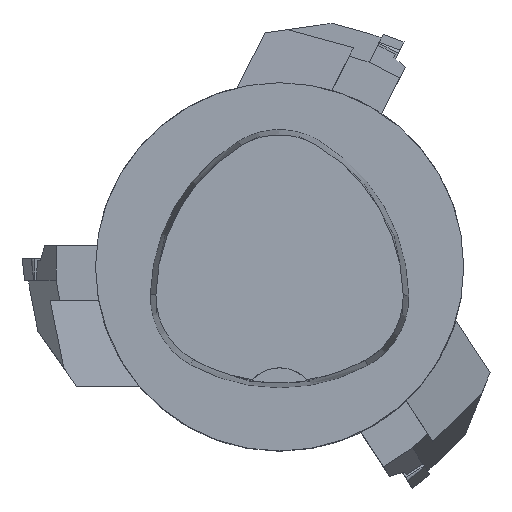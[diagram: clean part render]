
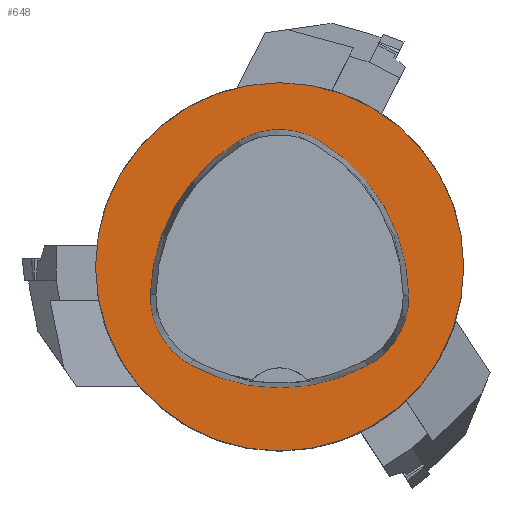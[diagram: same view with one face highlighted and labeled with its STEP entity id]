
A CAD part, top view. The second image highlights one B-rep face of the part: STEP entity #648.
In plain terms, the highlighted planar face has unit normal (0, 0, 1).
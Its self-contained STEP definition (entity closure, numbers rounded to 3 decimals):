
#190=PLANE('',#2146);
#540=FACE_BOUND('',#855,.T.);
#541=FACE_BOUND('',#856,.T.);
#648=ADVANCED_FACE('',(#540,#541),#190,.T.);
#855=EDGE_LOOP('',(#1200,#1201,#1202,#1203,#1204,#1205));
#856=EDGE_LOOP('',(#1206));
#953=CIRCLE('',#2123,20.);
#955=CIRCLE('',#2126,8.5);
#957=CIRCLE('',#2129,20.);
#959=CIRCLE('',#2132,8.5);
#963=CIRCLE('',#2137,20.);
#965=CIRCLE('',#2140,8.5);
#968=CIRCLE('',#2145,20.);
#1200=ORIENTED_EDGE('',*,*,#1774,.T.);
#1201=ORIENTED_EDGE('',*,*,#1754,.T.);
#1202=ORIENTED_EDGE('',*,*,#1758,.T.);
#1203=ORIENTED_EDGE('',*,*,#1761,.T.);
#1204=ORIENTED_EDGE('',*,*,#1764,.T.);
#1205=ORIENTED_EDGE('',*,*,#1772,.T.);
#1206=ORIENTED_EDGE('',*,*,#1777,.F.);
#1555=VERTEX_POINT('',#3058);
#1556=VERTEX_POINT('',#3059);
#1559=VERTEX_POINT('',#3067);
#1561=VERTEX_POINT('',#3073);
#1563=VERTEX_POINT('',#3079);
#1570=VERTEX_POINT('',#3100);
#1571=VERTEX_POINT('',#3110);
#1754=EDGE_CURVE('',#1555,#1556,#953,.T.);
#1758=EDGE_CURVE('',#1556,#1559,#955,.T.);
#1761=EDGE_CURVE('',#1559,#1561,#957,.T.);
#1764=EDGE_CURVE('',#1561,#1563,#959,.T.);
#1772=EDGE_CURVE('',#1563,#1570,#963,.T.);
#1774=EDGE_CURVE('',#1570,#1555,#965,.T.);
#1777=EDGE_CURVE('',#1571,#1571,#968,.T.);
#2123=AXIS2_PLACEMENT_3D('',#3057,#2440,#2441);
#2126=AXIS2_PLACEMENT_3D('',#3066,#2448,#2449);
#2129=AXIS2_PLACEMENT_3D('',#3072,#2455,#2456);
#2132=AXIS2_PLACEMENT_3D('',#3078,#2462,#2463);
#2137=AXIS2_PLACEMENT_3D('',#3101,#2474,#2475);
#2140=AXIS2_PLACEMENT_3D('',#3104,#2480,#2481);
#2145=AXIS2_PLACEMENT_3D('',#3109,#2490,#2491);
#2146=AXIS2_PLACEMENT_3D('',#3111,#2492,#2493);
#2440=DIRECTION('',(0.,0.,-1.));
#2441=DIRECTION('',(-1.,0.,0.));
#2448=DIRECTION('',(0.,0.,-1.));
#2449=DIRECTION('',(-1.,0.,0.));
#2455=DIRECTION('',(0.,0.,-1.));
#2456=DIRECTION('',(-1.,0.,0.));
#2462=DIRECTION('',(0.,0.,-1.));
#2463=DIRECTION('',(-1.,0.,0.));
#2474=DIRECTION('',(0.,0.,-1.));
#2475=DIRECTION('',(-1.,0.,0.));
#2480=DIRECTION('',(0.,0.,-1.));
#2481=DIRECTION('',(-1.,0.,0.));
#2490=DIRECTION('',(0.,0.,-1.));
#2491=DIRECTION('',(-1.,0.,0.));
#2492=DIRECTION('',(0.,0.,1.));
#2493=DIRECTION('',(1.,0.,0.));
#3057=CARTESIAN_POINT('',(5.955,-3.414,0.));
#3058=CARTESIAN_POINT('',(-14.041,-3.042,0.));
#3059=CARTESIAN_POINT('',(-4.472,13.653,0.));
#3066=CARTESIAN_POINT('',(-0.04,6.4,0.));
#3067=CARTESIAN_POINT('',(4.347,13.68,0.));
#3072=CARTESIAN_POINT('',(-5.976,-3.45,0.));
#3073=CARTESIAN_POINT('',(14.021,-3.075,0.));
#3078=CARTESIAN_POINT('',(5.522,-3.235,0.));
#3079=CARTESIAN_POINT('',(9.588,-10.699,0.));
#3100=CARTESIAN_POINT('',(-9.655,-10.639,0.));
#3101=CARTESIAN_POINT('',(0.022,6.864,0.));
#3104=CARTESIAN_POINT('',(-5.543,-3.2,0.));
#3109=CARTESIAN_POINT('',(0.,0.,0.));
#3110=CARTESIAN_POINT('',(-20.,0.,0.));
#3111=CARTESIAN_POINT('',(0.,0.,0.));
